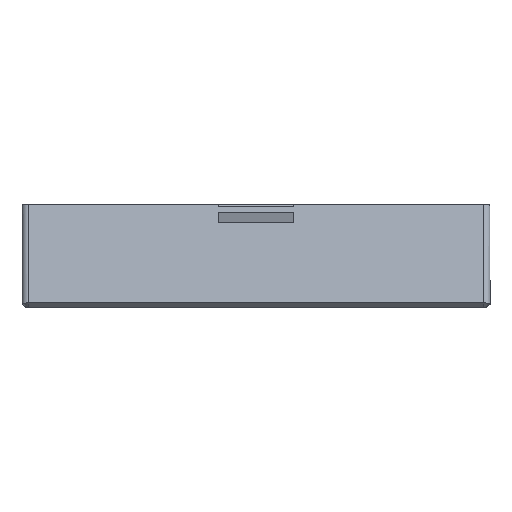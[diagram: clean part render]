
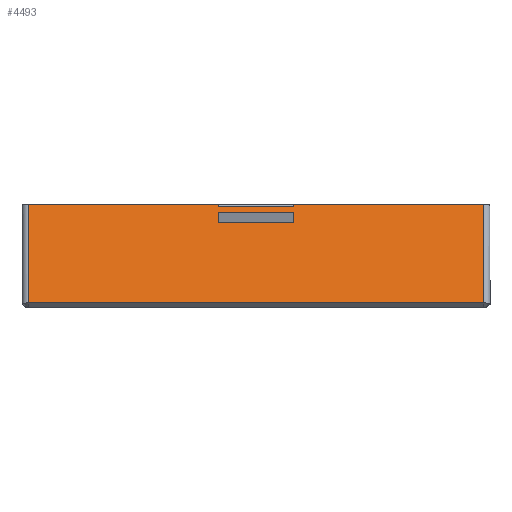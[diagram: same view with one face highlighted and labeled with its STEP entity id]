
A CAD part, front view. The second image highlights one B-rep face of the part: STEP entity #4493.
In plain terms, the highlighted planar face has unit normal (0, -0.966, 0.259).
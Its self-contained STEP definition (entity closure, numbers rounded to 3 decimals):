
#10 = VECTOR ( 'NONE', #5636, 1000. ) ;
#73 = VERTEX_POINT ( 'NONE', #1358 ) ;
#75 = VECTOR ( 'NONE', #6201, 1000. ) ;
#245 = ORIENTED_EDGE ( 'NONE', *, *, #438, .F. ) ;
#360 = CARTESIAN_POINT ( 'NONE',  ( -112., -51.874, 49.647 ) ) ;
#438 = EDGE_CURVE ( 'NONE', #4902, #73, #557, .T. ) ;
#529 = CARTESIAN_POINT ( 'NONE',  ( -18., -54.203, 40.953 ) ) ;
#557 = LINE ( 'NONE', #2562, #4116 ) ;
#565 = CARTESIAN_POINT ( 'NONE',  ( -109., -64.542, 2.366 ) ) ;
#580 = EDGE_CURVE ( 'NONE', #5237, #3616, #3491, .T. ) ;
#720 = VECTOR ( 'NONE', #6209, 1000. ) ;
#939 = VECTOR ( 'NONE', #3041, 1000. ) ;
#1146 = ORIENTED_EDGE ( 'NONE', *, *, #5705, .T. ) ;
#1178 = LINE ( 'NONE', #1512, #6229 ) ;
#1304 = ORIENTED_EDGE ( 'NONE', *, *, #4258, .T. ) ;
#1316 = EDGE_CURVE ( 'NONE', #3673, #2677, #1178, .T. ) ;
#1352 = LINE ( 'NONE', #360, #10 ) ;
#1358 = CARTESIAN_POINT ( 'NONE',  ( 18., -54.203, 40.953 ) ) ;
#1405 = LINE ( 'NONE', #6222, #75 ) ;
#1427 = DIRECTION ( 'NONE',  ( 0., -0.259, -0.966 ) ) ;
#1436 = VERTEX_POINT ( 'NONE', #565 ) ;
#1512 = CARTESIAN_POINT ( 'NONE',  ( -18., -51.874, 49.647 ) ) ;
#1515 = CARTESIAN_POINT ( 'NONE',  ( -109., -65.176, 0. ) ) ;
#1565 = EDGE_CURVE ( 'NONE', #5902, #3616, #1405, .T. ) ;
#1647 = CARTESIAN_POINT ( 'NONE',  ( 18., -51.874, 49.647 ) ) ;
#1720 = LINE ( 'NONE', #1647, #4716 ) ;
#1791 = AXIS2_PLACEMENT_3D ( 'NONE', #4371, #5759, #2923 ) ;
#1845 = CARTESIAN_POINT ( 'NONE',  ( -18., -52.184, 48.488 ) ) ;
#1907 = VECTOR ( 'NONE', #4108, 1000. ) ;
#1944 = CARTESIAN_POINT ( 'NONE',  ( 18., -52.184, 48.488 ) ) ;
#2052 = ORIENTED_EDGE ( 'NONE', *, *, #5466, .F. ) ;
#2079 = EDGE_CURVE ( 'NONE', #3993, #73, #4255, .T. ) ;
#2318 = DIRECTION ( 'NONE',  ( 0., -0.259, -0.966 ) ) ;
#2445 = PLANE ( 'NONE',  #1791 ) ;
#2520 = CARTESIAN_POINT ( 'NONE',  ( -18., -52.909, 45.783 ) ) ;
#2531 = DIRECTION ( 'NONE',  ( 1., 0., 0. ) ) ;
#2562 = CARTESIAN_POINT ( 'NONE',  ( -18., -54.203, 40.953 ) ) ;
#2581 = DIRECTION ( 'NONE',  ( 1., 0., 0. ) ) ;
#2629 = FACE_BOUND ( 'NONE', #6063, .T. ) ;
#2655 = EDGE_CURVE ( 'NONE', #4100, #4902, #6220, .T. ) ;
#2677 = VERTEX_POINT ( 'NONE', #1845 ) ;
#2709 = LINE ( 'NONE', #1515, #3366 ) ;
#2899 = CARTESIAN_POINT ( 'NONE',  ( 18., -54.203, 40.953 ) ) ;
#2923 = DIRECTION ( 'NONE',  ( 0., -0.259, -0.966 ) ) ;
#2924 = LINE ( 'NONE', #5849, #4065 ) ;
#2933 = CARTESIAN_POINT ( 'NONE',  ( -112., -51.874, 49.647 ) ) ;
#2941 = CARTESIAN_POINT ( 'NONE',  ( -18., -51.874, 49.647 ) ) ;
#2993 = EDGE_CURVE ( 'NONE', #4100, #3993, #5707, .T. ) ;
#3041 = DIRECTION ( 'NONE',  ( 1., 0., 0. ) ) ;
#3291 = ORIENTED_EDGE ( 'NONE', *, *, #580, .F. ) ;
#3366 = VECTOR ( 'NONE', #5303, 1000. ) ;
#3393 = CARTESIAN_POINT ( 'NONE',  ( 18., -52.909, 45.783 ) ) ;
#3491 = LINE ( 'NONE', #2933, #939 ) ;
#3516 = VECTOR ( 'NONE', #3663, 1000. ) ;
#3602 = VERTEX_POINT ( 'NONE', #1944 ) ;
#3605 = CARTESIAN_POINT ( 'NONE',  ( -18., -52.909, 45.783 ) ) ;
#3616 = VERTEX_POINT ( 'NONE', #4369 ) ;
#3626 = ORIENTED_EDGE ( 'NONE', *, *, #1316, .F. ) ;
#3663 = DIRECTION ( 'NONE',  ( 1., 0., 0. ) ) ;
#3673 = VERTEX_POINT ( 'NONE', #2941 ) ;
#3753 = CARTESIAN_POINT ( 'NONE',  ( -18., -54.203, 40.953 ) ) ;
#3756 = EDGE_CURVE ( 'NONE', #2677, #3602, #2924, .T. ) ;
#3761 = EDGE_LOOP ( 'NONE', ( #5176, #1304, #4857, #3291, #1146, #5306, #3626, #2052 ) ) ;
#3993 = VERTEX_POINT ( 'NONE', #3393 ) ;
#4065 = VECTOR ( 'NONE', #2531, 1000. ) ;
#4100 = VERTEX_POINT ( 'NONE', #2520 ) ;
#4108 = DIRECTION ( 'NONE',  ( 1., 0., 0. ) ) ;
#4116 = VECTOR ( 'NONE', #2581, 1000. ) ;
#4255 = LINE ( 'NONE', #2899, #720 ) ;
#4258 = EDGE_CURVE ( 'NONE', #1436, #5902, #5891, .T. ) ;
#4369 = CARTESIAN_POINT ( 'NONE',  ( 109., -51.874, 49.647 ) ) ;
#4371 = CARTESIAN_POINT ( 'NONE',  ( -112., -51.874, 49.647 ) ) ;
#4493 = ADVANCED_FACE ( 'NONE', ( #2629, #5011 ), #2445, .T. ) ;
#4548 = VECTOR ( 'NONE', #2318, 1000. ) ;
#4716 = VECTOR ( 'NONE', #4986, 1000. ) ;
#4725 = ORIENTED_EDGE ( 'NONE', *, *, #2655, .F. ) ;
#4857 = ORIENTED_EDGE ( 'NONE', *, *, #1565, .T. ) ;
#4902 = VERTEX_POINT ( 'NONE', #529 ) ;
#4986 = DIRECTION ( 'NONE',  ( 0., -0.259, -0.966 ) ) ;
#5010 = VERTEX_POINT ( 'NONE', #5494 ) ;
#5011 = FACE_OUTER_BOUND ( 'NONE', #3761, .T. ) ;
#5086 = CARTESIAN_POINT ( 'NONE',  ( 109., -64.542, 2.366 ) ) ;
#5176 = ORIENTED_EDGE ( 'NONE', *, *, #5227, .T. ) ;
#5188 = CARTESIAN_POINT ( 'NONE',  ( 109., -64.542, 2.366 ) ) ;
#5227 = EDGE_CURVE ( 'NONE', #5010, #1436, #2709, .T. ) ;
#5237 = VERTEX_POINT ( 'NONE', #5786 ) ;
#5303 = DIRECTION ( 'NONE',  ( 0., -0.259, -0.966 ) ) ;
#5306 = ORIENTED_EDGE ( 'NONE', *, *, #3756, .F. ) ;
#5466 = EDGE_CURVE ( 'NONE', #5010, #3673, #1352, .T. ) ;
#5494 = CARTESIAN_POINT ( 'NONE',  ( -109., -51.874, 49.647 ) ) ;
#5515 = ORIENTED_EDGE ( 'NONE', *, *, #2079, .T. ) ;
#5636 = DIRECTION ( 'NONE',  ( 1., 0., 0. ) ) ;
#5705 = EDGE_CURVE ( 'NONE', #5237, #3602, #1720, .T. ) ;
#5707 = LINE ( 'NONE', #3605, #1907 ) ;
#5751 = ORIENTED_EDGE ( 'NONE', *, *, #2993, .T. ) ;
#5759 = DIRECTION ( 'NONE',  ( 0., -0.966, 0.259 ) ) ;
#5786 = CARTESIAN_POINT ( 'NONE',  ( 18., -51.874, 49.647 ) ) ;
#5849 = CARTESIAN_POINT ( 'NONE',  ( -18., -52.184, 48.488 ) ) ;
#5891 = LINE ( 'NONE', #5086, #3516 ) ;
#5902 = VERTEX_POINT ( 'NONE', #5188 ) ;
#6063 = EDGE_LOOP ( 'NONE', ( #245, #4725, #5751, #5515 ) ) ;
#6201 = DIRECTION ( 'NONE',  ( 0., 0.259, 0.966 ) ) ;
#6209 = DIRECTION ( 'NONE',  ( 0., -0.259, -0.966 ) ) ;
#6220 = LINE ( 'NONE', #3753, #4548 ) ;
#6222 = CARTESIAN_POINT ( 'NONE',  ( 109., -51.874, 49.647 ) ) ;
#6229 = VECTOR ( 'NONE', #1427, 1000. ) ;
